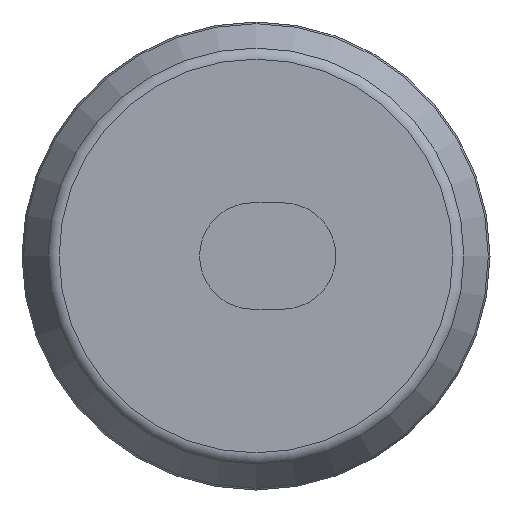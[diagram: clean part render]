
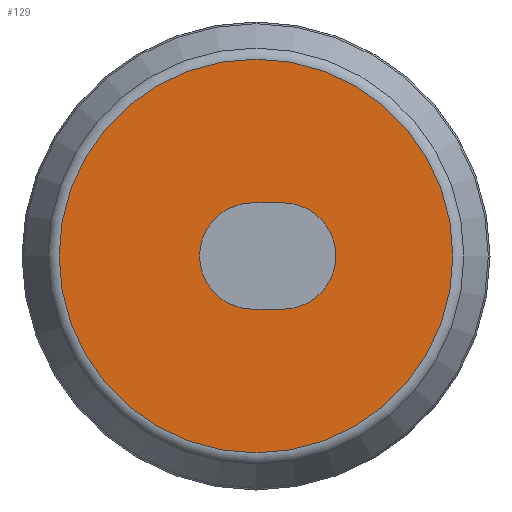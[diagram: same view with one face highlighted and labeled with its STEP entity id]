
A CAD part, left-side view. The second image highlights one B-rep face of the part: STEP entity #129.
In plain terms, the highlighted planar face has unit normal (-1, 0, 0).
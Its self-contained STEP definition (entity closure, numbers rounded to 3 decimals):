
#94=LINE('',#448,#102);
#95=LINE('',#452,#103);
#102=VECTOR('',#377,1.);
#103=VECTOR('',#380,1.);
#129=ADVANCED_FACE('',(#160,#161),#141,.T.);
#141=PLANE('',#326);
#160=FACE_BOUND('',#184,.T.);
#161=FACE_BOUND('',#185,.T.);
#184=EDGE_LOOP('',(#214,#215,#216,#217));
#185=EDGE_LOOP('',(#218));
#214=ORIENTED_EDGE('',*,*,#276,.F.);
#215=ORIENTED_EDGE('',*,*,#277,.F.);
#216=ORIENTED_EDGE('',*,*,#278,.F.);
#217=ORIENTED_EDGE('',*,*,#279,.F.);
#218=ORIENTED_EDGE('',*,*,#275,.T.);
#255=VERTEX_POINT('',#443);
#256=VERTEX_POINT('',#446);
#257=VERTEX_POINT('',#447);
#258=VERTEX_POINT('',#449);
#259=VERTEX_POINT('',#451);
#275=EDGE_CURVE('',#255,#255,#299,.T.);
#276=EDGE_CURVE('',#256,#257,#300,.T.);
#277=EDGE_CURVE('',#258,#256,#94,.T.);
#278=EDGE_CURVE('',#259,#258,#301,.T.);
#279=EDGE_CURVE('',#257,#259,#95,.T.);
#299=CIRCLE('',#322,23.134);
#300=CIRCLE('',#324,6.25);
#301=CIRCLE('',#325,6.25);
#322=AXIS2_PLACEMENT_3D('',#442,#371,#372);
#324=AXIS2_PLACEMENT_3D('',#445,#375,#376);
#325=AXIS2_PLACEMENT_3D('',#450,#378,#379);
#326=AXIS2_PLACEMENT_3D('',#453,#381,#382);
#371=DIRECTION('',(-1.,0.,0.));
#372=DIRECTION('',(0.,-1.,0.));
#375=DIRECTION('',(-1.,0.,0.));
#376=DIRECTION('',(0.,-1.,0.));
#377=DIRECTION('',(0.,-1.,0.));
#378=DIRECTION('',(-1.,0.,0.));
#379=DIRECTION('',(0.,-1.,0.));
#380=DIRECTION('',(0.,1.,0.));
#381=DIRECTION('',(-1.,0.,0.));
#382=DIRECTION('',(0.,-1.,0.));
#442=CARTESIAN_POINT('',(-21.686,68.629,31.423));
#443=CARTESIAN_POINT('',(-21.686,45.495,31.423));
#445=CARTESIAN_POINT('',(-21.686,65.504,31.423));
#446=CARTESIAN_POINT('',(-21.686,65.504,25.173));
#447=CARTESIAN_POINT('',(-21.686,65.504,37.673));
#448=CARTESIAN_POINT('',(-21.686,69.004,25.173));
#449=CARTESIAN_POINT('',(-21.686,69.004,25.173));
#450=CARTESIAN_POINT('',(-21.686,69.004,31.423));
#451=CARTESIAN_POINT('',(-21.686,69.004,37.673));
#452=CARTESIAN_POINT('',(-21.686,65.504,37.673));
#453=CARTESIAN_POINT('',(-21.686,68.629,31.423));
